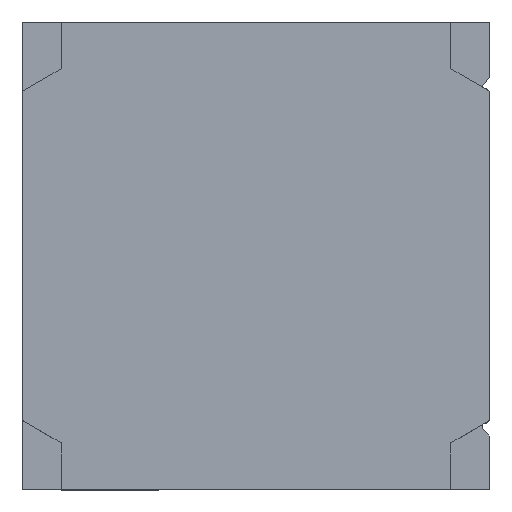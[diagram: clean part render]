
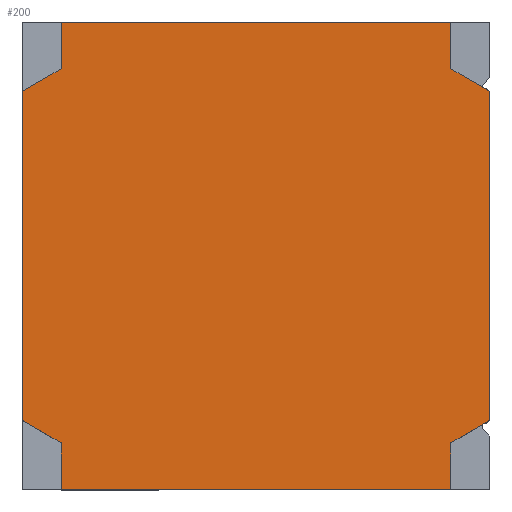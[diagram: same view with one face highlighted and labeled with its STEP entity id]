
A CAD part, top view. The second image highlights one B-rep face of the part: STEP entity #200.
In plain terms, the highlighted planar face has unit normal (0, 0, 1).
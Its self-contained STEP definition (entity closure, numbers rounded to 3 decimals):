
#200 = ADVANCED_FACE( '', ( #435 ), #436, .F. );
#435 = FACE_OUTER_BOUND( '', #1179, .T. );
#436 = PLANE( '', #1180 );
#1179 = EDGE_LOOP( '', ( #2205, #2206, #2207, #2208, #2209, #2210, #2211, #2212, #2213, #2214, #2215, #2216 ) );
#1180 = AXIS2_PLACEMENT_3D( '', #2217, #2218, #2219 );
#2205 = ORIENTED_EDGE( '', *, *, #2643, .F. );
#2206 = ORIENTED_EDGE( '', *, *, #2692, .F. );
#2207 = ORIENTED_EDGE( '', *, *, #2558, .F. );
#2208 = ORIENTED_EDGE( '', *, *, #2540, .F. );
#2209 = ORIENTED_EDGE( '', *, *, #2674, .F. );
#2210 = ORIENTED_EDGE( '', *, *, #2693, .F. );
#2211 = ORIENTED_EDGE( '', *, *, #2657, .F. );
#2212 = ORIENTED_EDGE( '', *, *, #2694, .F. );
#2213 = ORIENTED_EDGE( '', *, *, #2695, .F. );
#2214 = ORIENTED_EDGE( '', *, *, #2696, .F. );
#2215 = ORIENTED_EDGE( '', *, *, #2697, .F. );
#2216 = ORIENTED_EDGE( '', *, *, #2531, .F. );
#2217 = CARTESIAN_POINT( '', ( 0., 0., 0.75 ) );
#2218 = DIRECTION( '', ( 0., 0., -1. ) );
#2219 = DIRECTION( '', ( -1., 0., 0. ) );
#2531 = EDGE_CURVE( '', #2791, #2793, #2794, .T. );
#2540 = EDGE_CURVE( '', #2806, #2808, #2809, .T. );
#2558 = EDGE_CURVE( '', #2808, #2838, #2839, .T. );
#2643 = EDGE_CURVE( '', #2972, #2791, #2974, .T. );
#2657 = EDGE_CURVE( '', #2994, #2996, #2997, .T. );
#2674 = EDGE_CURVE( '', #3018, #2806, #3020, .T. );
#2692 = EDGE_CURVE( '', #2838, #2972, #3044, .T. );
#2693 = EDGE_CURVE( '', #2996, #3018, #3045, .T. );
#2694 = EDGE_CURVE( '', #3046, #2994, #3047, .T. );
#2695 = EDGE_CURVE( '', #3048, #3046, #3049, .T. );
#2696 = EDGE_CURVE( '', #3050, #3048, #3051, .T. );
#2697 = EDGE_CURVE( '', #2793, #3050, #3052, .T. );
#2791 = VERTEX_POINT( '', #3165 );
#2793 = VERTEX_POINT( '', #3168 );
#2794 = LINE( '', #3169, #3170 );
#2806 = VERTEX_POINT( '', #3189 );
#2808 = VERTEX_POINT( '', #3192 );
#2809 = LINE( '', #3193, #3194 );
#2838 = VERTEX_POINT( '', #3256 );
#2839 = LINE( '', #3257, #3258 );
#2972 = VERTEX_POINT( '', #3854 );
#2974 = LINE( '', #3857, #3858 );
#2994 = VERTEX_POINT( '', #3887 );
#2996 = VERTEX_POINT( '', #3890 );
#2997 = LINE( '', #3891, #3892 );
#3018 = VERTEX_POINT( '', #3924 );
#3020 = LINE( '', #3927, #3928 );
#3044 = LINE( '', #4045, #4046 );
#3045 = LINE( '', #4047, #4048 );
#3046 = VERTEX_POINT( '', #4049 );
#3047 = LINE( '', #4050, #4051 );
#3048 = VERTEX_POINT( '', #4052 );
#3049 = LINE( '', #4053, #4054 );
#3050 = VERTEX_POINT( '', #4055 );
#3051 = LINE( '', #4056, #4057 );
#3052 = LINE( '', #4058, #4059 );
#3165 = CARTESIAN_POINT( '', ( -1.25, -1.5, 0.75 ) );
#3168 = CARTESIAN_POINT( '', ( -1.25, -1.2, 0.75 ) );
#3169 = CARTESIAN_POINT( '', ( -1.25, -1.5, 0.75 ) );
#3170 = VECTOR( '', #4272, 1000. );
#3189 = CARTESIAN_POINT( '', ( 1.5, 1.056, 0.75 ) );
#3192 = CARTESIAN_POINT( '', ( 1.5, -1.056, 0.75 ) );
#3193 = CARTESIAN_POINT( '', ( 1.5, -1.056, 0.75 ) );
#3194 = VECTOR( '', #4282, 1000. );
#3256 = CARTESIAN_POINT( '', ( 1.25, -1.2, 0.75 ) );
#3257 = CARTESIAN_POINT( '', ( 1.25, -1.2, 0.75 ) );
#3258 = VECTOR( '', #4297, 1000. );
#3854 = CARTESIAN_POINT( '', ( 1.25, -1.5, 0.75 ) );
#3857 = CARTESIAN_POINT( '', ( -1.25, -1.5, 0.75 ) );
#3858 = VECTOR( '', #4360, 1000. );
#3887 = CARTESIAN_POINT( '', ( -1.25, 1.5, 0.75 ) );
#3890 = CARTESIAN_POINT( '', ( 1.25, 1.5, 0.75 ) );
#3891 = CARTESIAN_POINT( '', ( 1.25, 1.5, 0.75 ) );
#3892 = VECTOR( '', #4371, 1000. );
#3924 = CARTESIAN_POINT( '', ( 1.25, 1.2, 0.75 ) );
#3927 = CARTESIAN_POINT( '', ( 1.25, 1.2, 0.75 ) );
#3928 = VECTOR( '', #4384, 1000. );
#4045 = CARTESIAN_POINT( '', ( 1.25, -1.5, 0.75 ) );
#4046 = VECTOR( '', #4403, 1000. );
#4047 = CARTESIAN_POINT( '', ( 1.25, 1.5, 0.75 ) );
#4048 = VECTOR( '', #4404, 1000. );
#4049 = CARTESIAN_POINT( '', ( -1.25, 1.2, 0.75 ) );
#4050 = CARTESIAN_POINT( '', ( -1.25, 1.5, 0.75 ) );
#4051 = VECTOR( '', #4405, 1000. );
#4052 = CARTESIAN_POINT( '', ( -1.5, 1.056, 0.75 ) );
#4053 = CARTESIAN_POINT( '', ( -1.25, 1.2, 0.75 ) );
#4054 = VECTOR( '', #4406, 1000. );
#4055 = CARTESIAN_POINT( '', ( -1.5, -1.056, 0.75 ) );
#4056 = CARTESIAN_POINT( '', ( -1.5, 1.056, 0.75 ) );
#4057 = VECTOR( '', #4407, 1000. );
#4058 = CARTESIAN_POINT( '', ( -1.25, -1.2, 0.75 ) );
#4059 = VECTOR( '', #4408, 1000. );
#4272 = DIRECTION( '', ( 0., 1., 0. ) );
#4282 = DIRECTION( '', ( 0., -1., 0. ) );
#4297 = DIRECTION( '', ( -0.866, -0.5, 0. ) );
#4360 = DIRECTION( '', ( -1., 0., 0. ) );
#4371 = DIRECTION( '', ( 1., 0., 0. ) );
#4384 = DIRECTION( '', ( 0.866, -0.5, 0. ) );
#4403 = DIRECTION( '', ( 0., -1., 0. ) );
#4404 = DIRECTION( '', ( 0., -1., 0. ) );
#4405 = DIRECTION( '', ( 0., 1., 0. ) );
#4406 = DIRECTION( '', ( 0.866, 0.5, 0. ) );
#4407 = DIRECTION( '', ( 0., 1., 0. ) );
#4408 = DIRECTION( '', ( -0.866, 0.5, 0. ) );
